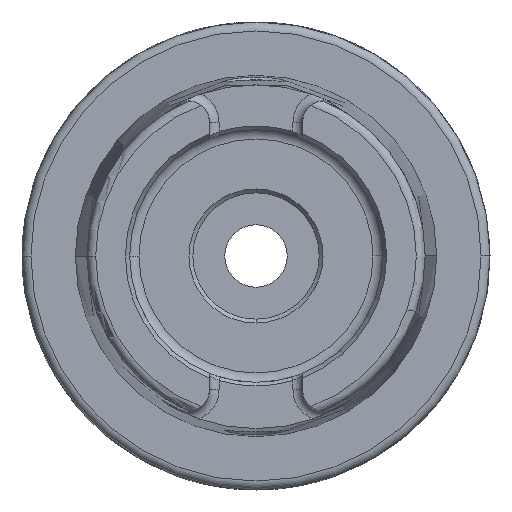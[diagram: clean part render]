
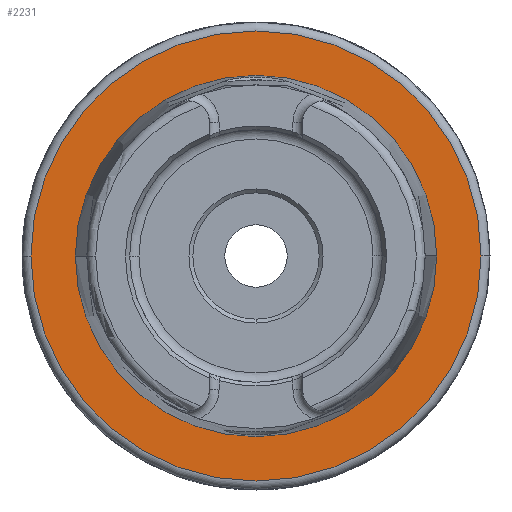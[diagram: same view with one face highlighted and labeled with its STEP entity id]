
A CAD part, left-side view. The second image highlights one B-rep face of the part: STEP entity #2231.
In plain terms, the highlighted planar face has unit normal (-1, 0, 0).
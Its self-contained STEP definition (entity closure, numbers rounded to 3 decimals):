
#67 = EDGE_CURVE ( 'NONE', #5936, #4514, #2445, .T. ) ;
#119 = CARTESIAN_POINT ( 'NONE',  ( 0., -24.321, 0. ) ) ;
#144 = FACE_OUTER_BOUND ( 'NONE', #5398, .T. ) ;
#286 = DIRECTION ( 'NONE',  ( 0., 1., 0. ) ) ;
#386 = AXIS2_PLACEMENT_3D ( 'NONE', #3980, #6059, #3465 ) ;
#760 = CARTESIAN_POINT ( 'NONE',  ( 0., 24.321, 0. ) ) ;
#826 = CARTESIAN_POINT ( 'NONE',  ( 0., 0., 0. ) ) ;
#947 = ORIENTED_EDGE ( 'NONE', *, *, #1406, .T. ) ;
#1119 = CIRCLE ( 'NONE', #4918, 24.321 ) ;
#1234 = AXIS2_PLACEMENT_3D ( 'NONE', #4735, #2185, #2689 ) ;
#1406 = EDGE_CURVE ( 'NONE', #3480, #1557, #3208, .T. ) ;
#1557 = VERTEX_POINT ( 'NONE', #760 ) ;
#1825 = CARTESIAN_POINT ( 'NONE',  ( 0., 30.3, 0. ) ) ;
#2168 = CARTESIAN_POINT ( 'NONE',  ( 0., 0., 0. ) ) ;
#2185 = DIRECTION ( 'NONE',  ( -1., 0., 0. ) ) ;
#2231 = ADVANCED_FACE ( 'NONE', ( #4802, #144 ), #4291, .T. ) ;
#2343 = AXIS2_PLACEMENT_3D ( 'NONE', #2168, #4505, #286 ) ;
#2445 = CIRCLE ( 'NONE', #386, 30.3 ) ;
#2473 = ORIENTED_EDGE ( 'NONE', *, *, #67, .F. ) ;
#2487 = ORIENTED_EDGE ( 'NONE', *, *, #4013, .F. ) ;
#2689 = DIRECTION ( 'NONE',  ( 0., -1., 0. ) ) ;
#2812 = CIRCLE ( 'NONE', #6623, 30.3 ) ;
#2901 = DIRECTION ( 'NONE',  ( 0., 1., 0. ) ) ;
#3208 = CIRCLE ( 'NONE', #2343, 24.321 ) ;
#3465 = DIRECTION ( 'NONE',  ( 0., 1., 0. ) ) ;
#3480 = VERTEX_POINT ( 'NONE', #119 ) ;
#3589 = EDGE_CURVE ( 'NONE', #1557, #3480, #1119, .T. ) ;
#3760 = DIRECTION ( 'NONE',  ( 1., 0., 0. ) ) ;
#3835 = EDGE_LOOP ( 'NONE', ( #4043, #947 ) ) ;
#3980 = CARTESIAN_POINT ( 'NONE',  ( 0., 0., 0. ) ) ;
#4013 = EDGE_CURVE ( 'NONE', #4514, #5936, #2812, .T. ) ;
#4043 = ORIENTED_EDGE ( 'NONE', *, *, #3589, .T. ) ;
#4291 = PLANE ( 'NONE',  #1234 ) ;
#4505 = DIRECTION ( 'NONE',  ( 1., 0., 0. ) ) ;
#4514 = VERTEX_POINT ( 'NONE', #6112 ) ;
#4694 = DIRECTION ( 'NONE',  ( 1., 0., 0. ) ) ;
#4735 = CARTESIAN_POINT ( 'NONE',  ( 0., 24.321, 0. ) ) ;
#4802 = FACE_BOUND ( 'NONE', #3835, .T. ) ;
#4918 = AXIS2_PLACEMENT_3D ( 'NONE', #826, #4694, #2901 ) ;
#5263 = DIRECTION ( 'NONE',  ( 0., 1., 0. ) ) ;
#5398 = EDGE_LOOP ( 'NONE', ( #2473, #2487 ) ) ;
#5936 = VERTEX_POINT ( 'NONE', #1825 ) ;
#6059 = DIRECTION ( 'NONE',  ( 1., 0., 0. ) ) ;
#6112 = CARTESIAN_POINT ( 'NONE',  ( 0., -30.3, 0. ) ) ;
#6318 = CARTESIAN_POINT ( 'NONE',  ( 0., 0., 0. ) ) ;
#6623 = AXIS2_PLACEMENT_3D ( 'NONE', #6318, #3760, #5263 ) ;
